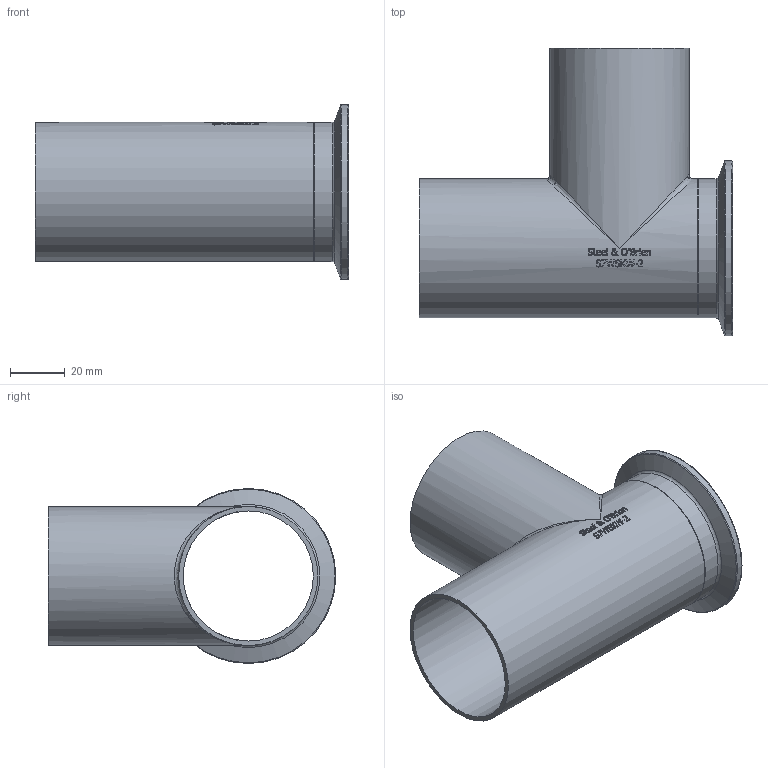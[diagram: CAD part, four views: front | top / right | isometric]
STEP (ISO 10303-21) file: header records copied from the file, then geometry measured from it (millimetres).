
FILE_DESCRIPTION(/* description */ (''),/* implementation_level */ '2;1');
FILE_NAME(/* name */ 'S7WSKW-2.stp',/* time_stamp */ '2018-11-28T13:08:26-05:00',/* author */ ('ken'),/* organization */ (''),/* preprocessor_version */ 'ST-DEVELOPER v15.2',/* originating_system */ 'Autodesk Inventor 2014',/* authorisation */ '');
FILE_SCHEMA (('AUTOMOTIVE_DESIGN { 1 0 10303 214 3 1 1 }'));
Length unit declared in the file: inch
Products named in the file (1): S7WSKW-2
Bounding box: 114.3 x 104.98 x 63.91 mm (x, y, z)
Volume: 43912.4 mm3; surface area: 51340.7 mm2
Topology: 1 solids, 1 shells, 362 faces, 973 edges, 641 vertices
Faces by surface type: bspline 164, plane 149, cylinder 37, torus 9, cone 3
Full cylindrical faces by diameter (mm): 47.498 x3, 50.8 x3, 63.906 x1
Entity records: 14327 total; most frequent: CARTESIAN_POINT 6246, ORIENTED_EDGE 1890, DIRECTION 1205, EDGE_CURVE 945, VERTEX_POINT 638, LINE 435, VECTOR 435, EDGE_LOOP 419
